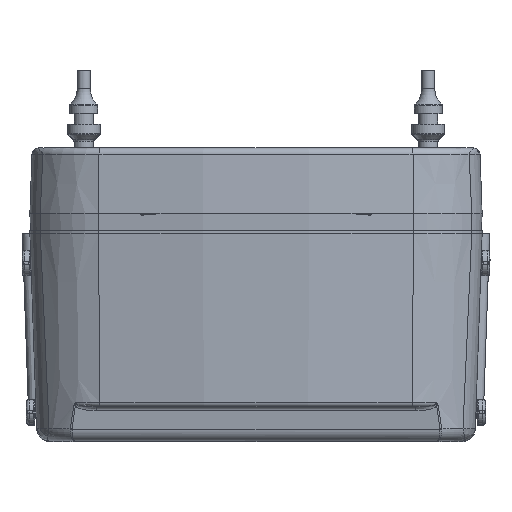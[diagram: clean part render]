
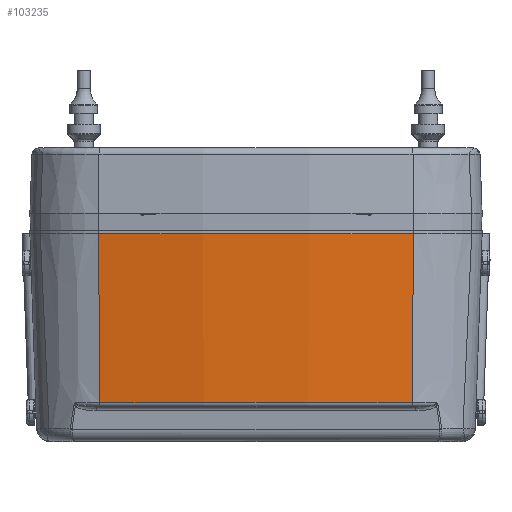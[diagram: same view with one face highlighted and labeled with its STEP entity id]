
A CAD part, top view. The second image highlights one B-rep face of the part: STEP entity #103235.
In plain terms, the highlighted conical face has half-angle 2 degrees and reference radius 199.03 mm.
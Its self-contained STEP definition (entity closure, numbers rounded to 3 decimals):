
#88821=CARTESIAN_POINT('',(0.,-15.135,-158.915));
#88822=DIRECTION('',(0.,1.,0.));
#88823=DIRECTION('',(-0.183,0.,0.983));
#88824=AXIS2_PLACEMENT_3D('',#88821,#88822,#88823);
#89122=CARTESIAN_POINT('',(0.,24.1,-158.915));
#89123=DIRECTION('',(0.,-1.,0.));
#89124=DIRECTION('',(0.183,0.,0.983));
#89125=AXIS2_PLACEMENT_3D('',#89122,#89123,#89124);
#94986=DIRECTION('',(-0.006,0.999,0.034));
#94987=VECTOR('',#94986,39.259);
#94988=CARTESIAN_POINT('',(-36.291,-15.135,
36.082));
#94989=LINE('',#94988,#94987);
#94993=DIRECTION('',(-0.006,-0.999,-0.034));
#94994=VECTOR('',#94993,39.259);
#94995=CARTESIAN_POINT('',(36.541,24.1,37.429));
#94996=LINE('',#94995,#94994);
#95137=CARTESIAN_POINT('',(-36.541,24.1,37.429));
#95138=VERTEX_POINT('',#95137);
#95139=CARTESIAN_POINT('',(-36.291,-15.135,
36.082));
#95140=VERTEX_POINT('',#95139);
#95149=CARTESIAN_POINT('',(36.291,-15.135,
36.082));
#95150=VERTEX_POINT('',#95149);
#95163=CARTESIAN_POINT('',(36.541,24.1,37.429));
#95164=VERTEX_POINT('',#95163);
#103224=CARTESIAN_POINT('',(0.,4.483,-158.915));
#103225=DIRECTION('',(0.,1.,0.));
#103226=DIRECTION('',(-1.,0.,0.));
#103227=AXIS2_PLACEMENT_3D('',#103224,#103225,#103226);
#103228=CONICAL_SURFACE('',#103227,199.03,2.);
#103229=ORIENTED_EDGE('',*,*,#96310,.F.);
#103230=ORIENTED_EDGE('',*,*,#96136,.T.);
#103231=ORIENTED_EDGE('',*,*,#96924,.F.);
#103232=ORIENTED_EDGE('',*,*,#96613,.T.);
#103233=EDGE_LOOP('',(#103229,#103230,#103231,#103232));
#103234=FACE_OUTER_BOUND('',#103233,.F.);
#103235=ADVANCED_FACE('',(#103234),#103228,.T.);
#88825=CIRCLE('',#88824,198.345);
#89126=CIRCLE('',#89125,199.715);
#96136=EDGE_CURVE('',#95140,#95138,#94989,.T.);
#96310=EDGE_CURVE('',#95140,#95150,#88825,.T.);
#96613=EDGE_CURVE('',#95164,#95150,#94996,.T.);
#96924=EDGE_CURVE('',#95164,#95138,#89126,.T.);
